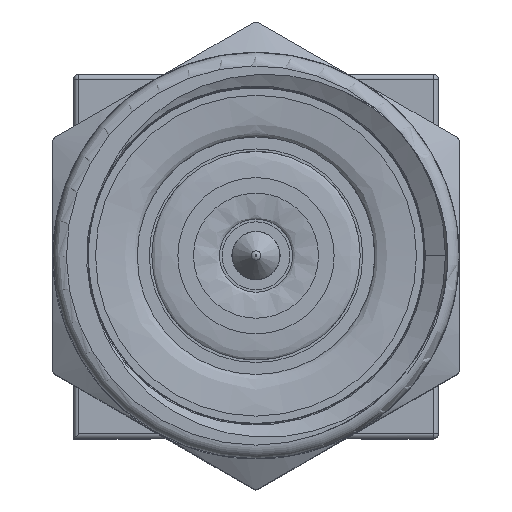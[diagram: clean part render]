
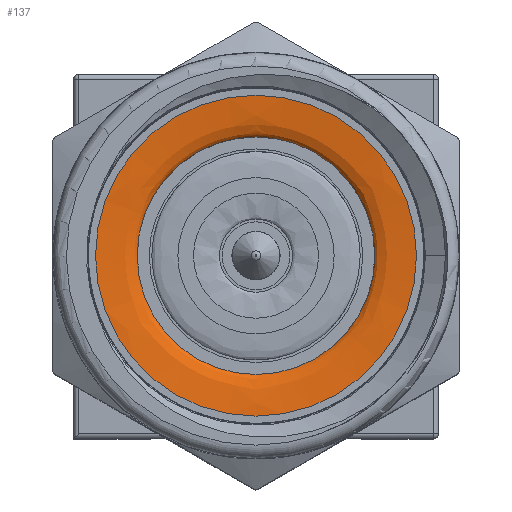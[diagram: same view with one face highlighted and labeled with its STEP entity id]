
A CAD part, top view. The second image highlights one B-rep face of the part: STEP entity #137.
In plain terms, the highlighted free-form (B-spline) face has degree [3, 3] with [9, 12] control points.
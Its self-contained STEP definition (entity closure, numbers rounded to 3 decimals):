
#137=ADVANCED_FACE('',(#2013,#2015),#2017,.T.);
#2013=FACE_OUTER_BOUND('',#2014,.T.);
#2014=EDGE_LOOP('',(#8022));
#2015=FACE_OUTER_BOUND('',#2016,.T.);
#2016=EDGE_LOOP('',(#8023));
#2017=B_SPLINE_SURFACE_WITH_KNOTS('',3,3,(
(#2018,#2019,#2020,#2021,#2022,#2023,#2024,#2025,#2026,#2027,#2028,#2029),
(#2030,#2031,#2032,#2033,#2034,#2035,#2036,#2037,#2038,#2039,#2040,#2041),
(#2042,#2043,#2044,#2045,#2046,#2047,#2048,#2049,#2050,#2051,#2052,#2053),
(#2054,#2055,#2056,#2057,#2058,#2059,#2060,#2061,#2062,#2063,#2064,#2065),
(#2066,#2067,#2068,#2069,#2070,#2071,#2072,#2073,#2074,#2075,#2076,#2077),
(#2078,#2079,#2080,#2081,#2082,#2083,#2084,#2085,#2086,#2087,#2088,#2089),
(#2090,#2091,#2092,#2093,#2094,#2095,#2096,#2097,#2098,#2099,#2100,#2101),
(#2102,#2103,#2104,#2105,#2106,#2107,#2108,#2109,#2110,#2111,#2112,#2113),
(#2114,#2115,#2116,#2117,#2118,#2119,#2120,#2121,#2122,#2123,#2124,#2125)),
.UNSPECIFIED.,.T.,.F.,.F.,
(4,1,1,1,1,1,4),
(4,1,1,1,1,1,1,1,1,4),
(0.,1.047,2.094,3.142,4.189,5.236,
6.283),
(0.,0.089,0.208,0.327,0.446,0.565,
0.683,0.802,0.921,1.),
.UNSPECIFIED.);
#2018=CARTESIAN_POINT('',(0.,3.085,11.08));
#2019=CARTESIAN_POINT('',(0.,3.051,11.08));
#2020=CARTESIAN_POINT('',(0.,2.97,11.079));
#2021=CARTESIAN_POINT('',(0.,2.839,11.072));
#2022=CARTESIAN_POINT('',(0.,2.698,11.057));
#2023=CARTESIAN_POINT('',(0.,2.568,11.035));
#2024=CARTESIAN_POINT('',(0.,2.457,11.006));
#2025=CARTESIAN_POINT('',(0.,2.371,10.973));
#2026=CARTESIAN_POINT('',(0.,2.313,10.938));
#2027=CARTESIAN_POINT('',(0.,2.288,10.907));
#2028=CARTESIAN_POINT('',(0.,2.283,10.887));
#2029=CARTESIAN_POINT('',(0.,2.283,10.88));
#2030=CARTESIAN_POINT('',(-1.069,3.085,11.08));
#2031=CARTESIAN_POINT('',(-1.058,3.051,11.08));
#2032=CARTESIAN_POINT('',(-1.03,2.97,11.079));
#2033=CARTESIAN_POINT('',(-0.984,2.839,11.072));
#2034=CARTESIAN_POINT('',(-0.935,2.698,11.057));
#2035=CARTESIAN_POINT('',(-0.89,2.568,11.035));
#2036=CARTESIAN_POINT('',(-0.852,2.457,11.006));
#2037=CARTESIAN_POINT('',(-0.822,2.371,10.973));
#2038=CARTESIAN_POINT('',(-0.802,2.313,10.938));
#2039=CARTESIAN_POINT('',(-0.793,2.288,10.907));
#2040=CARTESIAN_POINT('',(-0.791,2.283,10.887));
#2041=CARTESIAN_POINT('',(-0.791,2.283,10.88));
#2042=CARTESIAN_POINT('',(-3.208,1.854,11.08));
#2043=CARTESIAN_POINT('',(-3.173,1.833,11.08));
#2044=CARTESIAN_POINT('',(-3.089,1.785,11.079));
#2045=CARTESIAN_POINT('',(-2.953,1.706,11.072));
#2046=CARTESIAN_POINT('',(-2.806,1.621,11.057));
#2047=CARTESIAN_POINT('',(-2.67,1.543,11.035));
#2048=CARTESIAN_POINT('',(-2.555,1.476,11.006));
#2049=CARTESIAN_POINT('',(-2.465,1.424,10.973));
#2050=CARTESIAN_POINT('',(-2.405,1.39,10.938));
#2051=CARTESIAN_POINT('',(-2.379,1.375,10.907));
#2052=CARTESIAN_POINT('',(-2.374,1.372,10.887));
#2053=CARTESIAN_POINT('',(-2.374,1.372,10.88));
#2054=CARTESIAN_POINT('',(-3.208,-1.853,11.08));
#2055=CARTESIAN_POINT('',(-3.173,-1.833,11.08));
#2056=CARTESIAN_POINT('',(-3.089,-1.784,11.079));
#2057=CARTESIAN_POINT('',(-2.953,-1.706,11.072));
#2058=CARTESIAN_POINT('',(-2.806,-1.621,11.057));
#2059=CARTESIAN_POINT('',(-2.67,-1.543,11.035));
#2060=CARTESIAN_POINT('',(-2.555,-1.476,11.006));
#2061=CARTESIAN_POINT('',(-2.465,-1.424,10.973));
#2062=CARTESIAN_POINT('',(-2.405,-1.389,10.938));
#2063=CARTESIAN_POINT('',(-2.379,-1.374,10.907));
#2064=CARTESIAN_POINT('',(-2.374,-1.372,10.887));
#2065=CARTESIAN_POINT('',(-2.374,-1.372,10.88));
#2066=CARTESIAN_POINT('',(0.,-3.703,11.08));
#2067=CARTESIAN_POINT('',(0.,-3.663,11.08));
#2068=CARTESIAN_POINT('',(0.,-3.566,11.079));
#2069=CARTESIAN_POINT('',(0.,-3.409,11.072));
#2070=CARTESIAN_POINT('',(0.,-3.239,11.057));
#2071=CARTESIAN_POINT('',(0.,-3.083,11.035));
#2072=CARTESIAN_POINT('',(0.,-2.949,11.006));
#2073=CARTESIAN_POINT('',(0.,-2.846,10.973));
#2074=CARTESIAN_POINT('',(0.,-2.777,10.938));
#2075=CARTESIAN_POINT('',(0.,-2.746,10.907));
#2076=CARTESIAN_POINT('',(0.,-2.741,10.887));
#2077=CARTESIAN_POINT('',(0.,-2.741,10.88));
#2078=CARTESIAN_POINT('',(3.208,-1.853,11.08));
#2079=CARTESIAN_POINT('',(3.173,-1.833,11.08));
#2080=CARTESIAN_POINT('',(3.089,-1.784,11.079));
#2081=CARTESIAN_POINT('',(2.953,-1.706,11.072));
#2082=CARTESIAN_POINT('',(2.806,-1.621,11.057));
#2083=CARTESIAN_POINT('',(2.67,-1.543,11.035));
#2084=CARTESIAN_POINT('',(2.555,-1.476,11.006));
#2085=CARTESIAN_POINT('',(2.465,-1.424,10.973));
#2086=CARTESIAN_POINT('',(2.405,-1.389,10.938));
#2087=CARTESIAN_POINT('',(2.379,-1.374,10.907));
#2088=CARTESIAN_POINT('',(2.374,-1.372,10.887));
#2089=CARTESIAN_POINT('',(2.374,-1.372,10.88));
#2090=CARTESIAN_POINT('',(3.208,1.854,11.08));
#2091=CARTESIAN_POINT('',(3.173,1.833,11.08));
#2092=CARTESIAN_POINT('',(3.089,1.785,11.079));
#2093=CARTESIAN_POINT('',(2.953,1.706,11.072));
#2094=CARTESIAN_POINT('',(2.806,1.621,11.057));
#2095=CARTESIAN_POINT('',(2.67,1.543,11.035));
#2096=CARTESIAN_POINT('',(2.555,1.476,11.006));
#2097=CARTESIAN_POINT('',(2.465,1.424,10.973));
#2098=CARTESIAN_POINT('',(2.405,1.39,10.938));
#2099=CARTESIAN_POINT('',(2.379,1.375,10.907));
#2100=CARTESIAN_POINT('',(2.374,1.372,10.887));
#2101=CARTESIAN_POINT('',(2.374,1.372,10.88));
#2102=CARTESIAN_POINT('',(1.069,3.085,11.08));
#2103=CARTESIAN_POINT('',(1.058,3.051,11.08));
#2104=CARTESIAN_POINT('',(1.03,2.97,11.079));
#2105=CARTESIAN_POINT('',(0.984,2.839,11.072));
#2106=CARTESIAN_POINT('',(0.935,2.698,11.057));
#2107=CARTESIAN_POINT('',(0.89,2.568,11.035));
#2108=CARTESIAN_POINT('',(0.852,2.457,11.006));
#2109=CARTESIAN_POINT('',(0.822,2.371,10.973));
#2110=CARTESIAN_POINT('',(0.802,2.313,10.938));
#2111=CARTESIAN_POINT('',(0.793,2.288,10.907));
#2112=CARTESIAN_POINT('',(0.791,2.283,10.887));
#2113=CARTESIAN_POINT('',(0.791,2.283,10.88));
#2114=CARTESIAN_POINT('',(0.,3.085,11.08));
#2115=CARTESIAN_POINT('',(0.,3.051,11.08));
#2116=CARTESIAN_POINT('',(0.,2.97,11.079));
#2117=CARTESIAN_POINT('',(0.,2.839,11.072));
#2118=CARTESIAN_POINT('',(0.,2.698,11.057));
#2119=CARTESIAN_POINT('',(0.,2.568,11.035));
#2120=CARTESIAN_POINT('',(0.,2.457,11.006));
#2121=CARTESIAN_POINT('',(0.,2.371,10.973));
#2122=CARTESIAN_POINT('',(0.,2.313,10.938));
#2123=CARTESIAN_POINT('',(0.,2.288,10.907));
#2124=CARTESIAN_POINT('',(0.,2.283,10.887));
#2125=CARTESIAN_POINT('',(0.,2.283,10.88));
#8022=ORIENTED_EDGE('',*,*,#8810,.F.);
#8023=ORIENTED_EDGE('',*,*,#8808,.T.);
#8808=EDGE_CURVE('',#9214,#9214,#9215,.F.);
#8810=EDGE_CURVE('',#9218,#9218,#9219,.F.);
#9214=VERTEX_POINT('',#9888);
#9215=CIRCLE('',#9889,2.28);
#9218=VERTEX_POINT('',#9898);
#9219=CIRCLE('',#9899,3.08);
#9888=CARTESIAN_POINT('',(0.,2.28,10.88));
#9889=AXIS2_PLACEMENT_3D('',#9890,#9891,#9892);
#9890=CARTESIAN_POINT('',(0.,0.,10.88));
#9891=DIRECTION('',(0.,0.,1.));
#9892=DIRECTION('',(0.,1.,0.));
#9898=CARTESIAN_POINT('',(0.,3.08,11.08));
#9899=AXIS2_PLACEMENT_3D('',#9900,#9901,#9902);
#9900=CARTESIAN_POINT('',(0.,0.,11.08));
#9901=DIRECTION('',(0.,0.,1.));
#9902=DIRECTION('',(0.,1.,0.));
